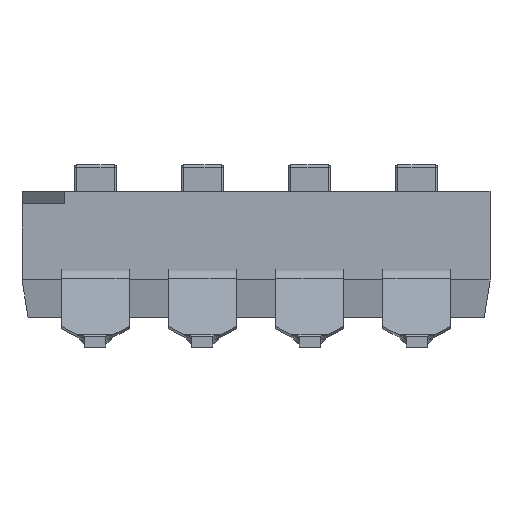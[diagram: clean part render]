
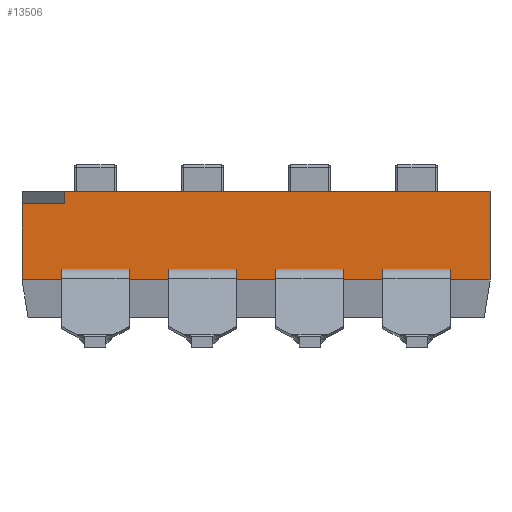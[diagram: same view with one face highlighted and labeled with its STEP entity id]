
A CAD part, front view. The second image highlights one B-rep face of the part: STEP entity #13506.
In plain terms, the highlighted planar face has unit normal (0, -1, 0).
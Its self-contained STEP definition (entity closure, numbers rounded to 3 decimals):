
#903=FACE_OUTER_BOUND('',#1669,.T.);
#1669=EDGE_LOOP('',(#11162,#11163,#11164,#11165,#11166,#11167,#11168,#11169,
#11170,#11171));
#2834=LINE('',#21407,#4302);
#2836=LINE('',#21411,#4304);
#2837=LINE('',#21413,#4305);
#2838=LINE('',#21415,#4306);
#2839=LINE('',#21417,#4307);
#2840=LINE('',#21419,#4308);
#2841=LINE('',#21421,#4309);
#2842=LINE('',#21423,#4310);
#2843=LINE('',#21425,#4311);
#2844=LINE('',#21426,#4312);
#4302=VECTOR('',#17565,10.);
#4304=VECTOR('',#17569,10.);
#4305=VECTOR('',#17570,10.);
#4306=VECTOR('',#17571,10.);
#4307=VECTOR('',#17572,10.);
#4308=VECTOR('',#17573,10.);
#4309=VECTOR('',#17574,10.);
#4310=VECTOR('',#17575,10.);
#4311=VECTOR('',#17576,10.);
#4312=VECTOR('',#17577,10.);
#6128=VERTEX_POINT('',#21404);
#6129=VERTEX_POINT('',#21406);
#6130=VERTEX_POINT('',#21410);
#6131=VERTEX_POINT('',#21412);
#6132=VERTEX_POINT('',#21414);
#6133=VERTEX_POINT('',#21416);
#6134=VERTEX_POINT('',#21418);
#6135=VERTEX_POINT('',#21420);
#6136=VERTEX_POINT('',#21422);
#6137=VERTEX_POINT('',#21424);
#7882=EDGE_CURVE('',#6128,#6129,#2834,.T.);
#7884=EDGE_CURVE('',#6130,#6128,#2836,.T.);
#7885=EDGE_CURVE('',#6131,#6130,#2837,.T.);
#7886=EDGE_CURVE('',#6132,#6131,#2838,.T.);
#7887=EDGE_CURVE('',#6133,#6132,#2839,.T.);
#7888=EDGE_CURVE('',#6134,#6133,#2840,.T.);
#7889=EDGE_CURVE('',#6135,#6134,#2841,.T.);
#7890=EDGE_CURVE('',#6136,#6135,#2842,.T.);
#7891=EDGE_CURVE('',#6137,#6136,#2843,.T.);
#7892=EDGE_CURVE('',#6129,#6137,#2844,.T.);
#11162=ORIENTED_EDGE('',*,*,#7882,.F.);
#11163=ORIENTED_EDGE('',*,*,#7884,.F.);
#11164=ORIENTED_EDGE('',*,*,#7885,.F.);
#11165=ORIENTED_EDGE('',*,*,#7886,.F.);
#11166=ORIENTED_EDGE('',*,*,#7887,.F.);
#11167=ORIENTED_EDGE('',*,*,#7888,.F.);
#11168=ORIENTED_EDGE('',*,*,#7889,.F.);
#11169=ORIENTED_EDGE('',*,*,#7890,.F.);
#11170=ORIENTED_EDGE('',*,*,#7891,.F.);
#11171=ORIENTED_EDGE('',*,*,#7892,.F.);
#12829=PLANE('',#14658);
#13506=ADVANCED_FACE('',(#903),#12829,.T.);
#14658=AXIS2_PLACEMENT_3D('',#21409,#17567,#17568);
#17565=DIRECTION('',(0.,0.,-1.));
#17567=DIRECTION('center_axis',(0.,-1.,0.));
#17568=DIRECTION('ref_axis',(0.,0.,1.));
#17569=DIRECTION('',(1.,0.,0.));
#17570=DIRECTION('',(0.,0.,1.));
#17571=DIRECTION('',(1.,0.,0.));
#17572=DIRECTION('',(0.,0.,1.));
#17573=DIRECTION('',(-1.,0.,0.));
#17574=DIRECTION('',(-1.,0.,0.));
#17575=DIRECTION('',(-1.,0.,0.));
#17576=DIRECTION('',(-1.,0.,0.));
#17577=DIRECTION('',(-1.,0.,0.));
#21404=CARTESIAN_POINT('',(5.55,-3.1,3.735));
#21406=CARTESIAN_POINT('',(5.55,-3.1,1.635));
#21407=CARTESIAN_POINT('',(5.55,-3.1,2.349));
#21409=CARTESIAN_POINT('Origin',(29.024,-3.1,2.463));
#21410=CARTESIAN_POINT('',(-4.55,-3.1,3.735));
#21411=CARTESIAN_POINT('',(-4.55,-3.1,3.735));
#21412=CARTESIAN_POINT('',(-4.55,-3.1,3.435));
#21413=CARTESIAN_POINT('',(-4.55,-3.1,3.435));
#21414=CARTESIAN_POINT('',(-5.55,-3.1,3.435));
#21415=CARTESIAN_POINT('',(-5.55,-3.1,3.435));
#21416=CARTESIAN_POINT('',(-5.55,-3.1,1.635));
#21417=CARTESIAN_POINT('',(-5.55,-3.1,3.135));
#21418=CARTESIAN_POINT('',(-4.61,-3.1,1.635));
#21419=CARTESIAN_POINT('',(-4.61,-3.1,1.635));
#21420=CARTESIAN_POINT('',(-2.07,-3.1,1.635));
#21421=CARTESIAN_POINT('',(-2.07,-3.1,1.635));
#21422=CARTESIAN_POINT('',(0.47,-3.1,1.635));
#21423=CARTESIAN_POINT('',(0.47,-3.1,1.635));
#21424=CARTESIAN_POINT('',(3.01,-3.1,1.635));
#21425=CARTESIAN_POINT('',(3.01,-3.1,1.635));
#21426=CARTESIAN_POINT('',(5.55,-3.1,1.635));
